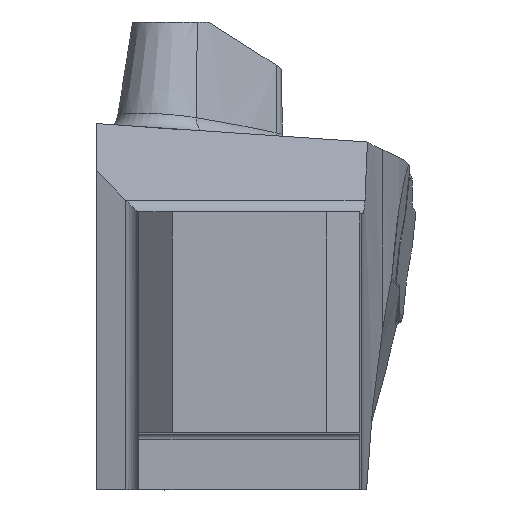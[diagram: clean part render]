
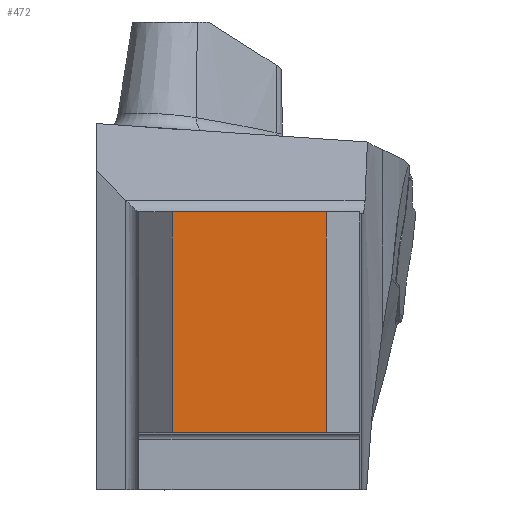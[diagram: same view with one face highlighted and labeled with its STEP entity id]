
A CAD part, top view. The second image highlights one B-rep face of the part: STEP entity #472.
In plain terms, the highlighted planar face has unit normal (0, 0, 1).
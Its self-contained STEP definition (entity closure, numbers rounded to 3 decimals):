
#472=ADVANCED_FACE('CU_BACK_SU1',(#756),#654,.F.);
#654=PLANE('',#3818);
#756=FACE_OUTER_BOUND('',#950,.T.);
#950=EDGE_LOOP('',(#1308,#1309,#1310,#1311));
#1308=ORIENTED_EDGE('',*,*,#2706,.F.);
#1309=ORIENTED_EDGE('',*,*,#2707,.T.);
#1310=ORIENTED_EDGE('',*,*,#2708,.T.);
#1311=ORIENTED_EDGE('',*,*,#2709,.T.);
#2329=VERTEX_POINT('',#5222);
#2330=VERTEX_POINT('',#5223);
#2331=VERTEX_POINT('',#5225);
#2332=VERTEX_POINT('',#5227);
#2706=EDGE_CURVE('',#2329,#2330,#3193,.T.);
#2707=EDGE_CURVE('',#2329,#2331,#3194,.T.);
#2708=EDGE_CURVE('',#2331,#2332,#3195,.T.);
#2709=EDGE_CURVE('',#2332,#2330,#3196,.T.);
#3193=LINE('',#5221,#3460);
#3194=LINE('',#5224,#3461);
#3195=LINE('',#5226,#3462);
#3196=LINE('',#5228,#3463);
#3460=VECTOR('',#4238,1.);
#3461=VECTOR('',#4239,1.);
#3462=VECTOR('',#4240,1.);
#3463=VECTOR('',#4241,1.);
#3818=AXIS2_PLACEMENT_3D('',#5229,#4242,#4243);
#4238=DIRECTION('',(0.,1.,0.));
#4239=DIRECTION('',(1.,0.,0.));
#4240=DIRECTION('',(0.,1.,0.));
#4241=DIRECTION('',(-1.,0.,0.));
#4242=DIRECTION('',(0.,0.,-1.));
#4243=DIRECTION('',(-0.095,-0.995,0.));
#5221=CARTESIAN_POINT('',(3.,0.,0.));
#5222=CARTESIAN_POINT('',(3.,0.,0.));
#5223=CARTESIAN_POINT('',(3.,19.925,0.));
#5224=CARTESIAN_POINT('',(42.921,0.,0.));
#5225=CARTESIAN_POINT('',(16.925,0.,0.));
#5226=CARTESIAN_POINT('',(16.925,0.,0.));
#5227=CARTESIAN_POINT('',(16.925,19.925,0.));
#5228=CARTESIAN_POINT('',(42.921,19.925,0.));
#5229=CARTESIAN_POINT('',(42.921,39.925,0.));
